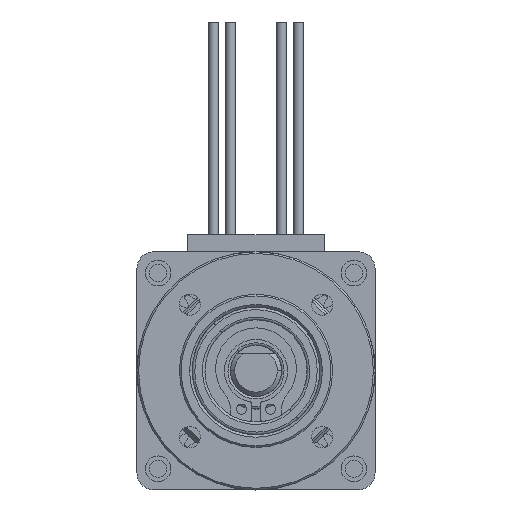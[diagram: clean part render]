
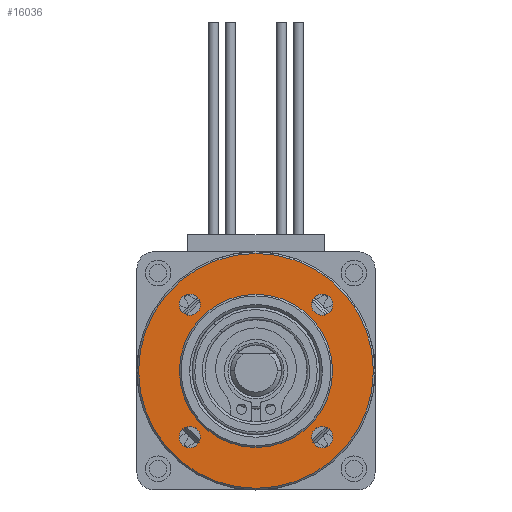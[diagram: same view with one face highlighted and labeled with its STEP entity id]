
A CAD part, front view. The second image highlights one B-rep face of the part: STEP entity #16036.
In plain terms, the highlighted face is planar.
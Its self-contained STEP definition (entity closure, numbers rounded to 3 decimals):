
#679 = CARTESIAN_POINT ( 'NONE',  ( -7.778, 7.778, 1.5 ) ) ;
#686 = ORIENTED_EDGE ( 'NONE', *, *, #4263, .F. ) ;
#897 = ORIENTED_EDGE ( 'NONE', *, *, #19564, .T. ) ;
#1243 = CARTESIAN_POINT ( 'NONE',  ( 9., 0., 1.5 ) ) ;
#1596 = AXIS2_PLACEMENT_3D ( 'NONE', #25963, #8673, #4013 ) ;
#1858 = AXIS2_PLACEMENT_3D ( 'NONE', #11116, #25510, #10943 ) ;
#1875 = DIRECTION ( 'NONE',  ( 1., 0., 0. ) ) ;
#1896 = AXIS2_PLACEMENT_3D ( 'NONE', #12731, #3578, #23122 ) ;
#2542 = CIRCLE ( 'NONE', #7171, 1.25 ) ;
#2706 = CARTESIAN_POINT ( 'NONE',  ( -6.528, -7.778, 1.5 ) ) ;
#2785 = DIRECTION ( 'NONE',  ( 1., 0., 0. ) ) ;
#2797 = VERTEX_POINT ( 'NONE', #9725 ) ;
#3578 = DIRECTION ( 'NONE',  ( 0., 0., 1. ) ) ;
#4013 = DIRECTION ( 'NONE',  ( 1., 0., 0. ) ) ;
#4263 = EDGE_CURVE ( 'NONE', #2797, #8003, #8127, .T. ) ;
#5054 = ORIENTED_EDGE ( 'NONE', *, *, #17867, .F. ) ;
#5489 = CARTESIAN_POINT ( 'NONE',  ( -9., 0., 1.5 ) ) ;
#5852 = VERTEX_POINT ( 'NONE', #23488 ) ;
#6463 = DIRECTION ( 'NONE',  ( 0., 0., 1. ) ) ;
#6522 = CIRCLE ( 'NONE', #15243, 1.25 ) ;
#7056 = FACE_BOUND ( 'NONE', #9874, .T. ) ;
#7171 = AXIS2_PLACEMENT_3D ( 'NONE', #8859, #28567, #18630 ) ;
#7615 = ORIENTED_EDGE ( 'NONE', *, *, #19825, .F. ) ;
#8003 = VERTEX_POINT ( 'NONE', #14926 ) ;
#8127 = CIRCLE ( 'NONE', #12248, 1.25 ) ;
#8480 = VERTEX_POINT ( 'NONE', #2706 ) ;
#8527 = CIRCLE ( 'NONE', #1858, 9. ) ;
#8557 = DIRECTION ( 'NONE',  ( 1., 0., 0. ) ) ;
#8673 = DIRECTION ( 'NONE',  ( 0., 0., 1. ) ) ;
#8722 = CARTESIAN_POINT ( 'NONE',  ( 0., 0., 1.5 ) ) ;
#8844 = CARTESIAN_POINT ( 'NONE',  ( -6.528, 7.778, 1.5 ) ) ;
#8859 = CARTESIAN_POINT ( 'NONE',  ( -7.778, -7.778, 1.5 ) ) ;
#9382 = ORIENTED_EDGE ( 'NONE', *, *, #30958, .F. ) ;
#9452 = DIRECTION ( 'NONE',  ( 1., 0., 0. ) ) ;
#9460 = DIRECTION ( 'NONE',  ( 0., 0., 1. ) ) ;
#9486 = VERTEX_POINT ( 'NONE', #13210 ) ;
#9591 = EDGE_CURVE ( 'NONE', #5852, #24855, #14588, .T. ) ;
#9725 = CARTESIAN_POINT ( 'NONE',  ( 6.528, 7.778, 1.5 ) ) ;
#9874 = EDGE_LOOP ( 'NONE', ( #5054, #18269 ) ) ;
#10270 = ORIENTED_EDGE ( 'NONE', *, *, #9591, .F. ) ;
#10323 = CIRCLE ( 'NONE', #1596, 1.25 ) ;
#10943 = DIRECTION ( 'NONE',  ( 1., 0., 0. ) ) ;
#10964 = DIRECTION ( 'NONE',  ( 1., 0., 0. ) ) ;
#11109 = EDGE_CURVE ( 'NONE', #28827, #22429, #18768, .T. ) ;
#11116 = CARTESIAN_POINT ( 'NONE',  ( 0., 0., 1.5 ) ) ;
#11149 = ORIENTED_EDGE ( 'NONE', *, *, #18532, .F. ) ;
#11718 = FACE_OUTER_BOUND ( 'NONE', #16978, .T. ) ;
#12146 = VERTEX_POINT ( 'NONE', #1243 ) ;
#12189 = DIRECTION ( 'NONE',  ( 0., 0., 1. ) ) ;
#12248 = AXIS2_PLACEMENT_3D ( 'NONE', #23491, #28161, #30075 ) ;
#12620 = AXIS2_PLACEMENT_3D ( 'NONE', #8722, #6463, #8557 ) ;
#12731 = CARTESIAN_POINT ( 'NONE',  ( 0., 0., 1.5 ) ) ;
#13210 = CARTESIAN_POINT ( 'NONE',  ( 9.028, -7.778, 1.5 ) ) ;
#13363 = EDGE_CURVE ( 'NONE', #12146, #24806, #21025, .T. ) ;
#13513 = CARTESIAN_POINT ( 'NONE',  ( 6.528, -7.778, 1.5 ) ) ;
#13635 = CARTESIAN_POINT ( 'NONE',  ( 7.778, -7.778, 1.5 ) ) ;
#13685 = DIRECTION ( 'NONE',  ( 0., 0., 1. ) ) ;
#13755 = CARTESIAN_POINT ( 'NONE',  ( -7.778, 7.778, 1.5 ) ) ;
#13762 = EDGE_CURVE ( 'NONE', #17247, #8480, #10323, .T. ) ;
#13999 = DIRECTION ( 'NONE',  ( 1., 0., 0. ) ) ;
#14107 = AXIS2_PLACEMENT_3D ( 'NONE', #13755, #23508, #1875 ) ;
#14439 = FACE_BOUND ( 'NONE', #29806, .T. ) ;
#14588 = CIRCLE ( 'NONE', #26350, 1.25 ) ;
#14774 = CARTESIAN_POINT ( 'NONE',  ( -13.8, 0., 1.5 ) ) ;
#14926 = CARTESIAN_POINT ( 'NONE',  ( 9.028, 7.778, 1.5 ) ) ;
#15243 = AXIS2_PLACEMENT_3D ( 'NONE', #31284, #13685, #13999 ) ;
#15860 = DIRECTION ( 'NONE',  ( 0., 0., 1. ) ) ;
#16036 = ADVANCED_FACE ( 'NONE', ( #26277, #29014, #23873, #14439, #11718, #7056 ), #21473, .T. ) ;
#16124 = EDGE_LOOP ( 'NONE', ( #16449, #10270 ) ) ;
#16449 = ORIENTED_EDGE ( 'NONE', *, *, #29844, .F. ) ;
#16978 = EDGE_LOOP ( 'NONE', ( #897, #18062 ) ) ;
#17247 = VERTEX_POINT ( 'NONE', #25709 ) ;
#17369 = CARTESIAN_POINT ( 'NONE',  ( 13.8, 0., 1.5 ) ) ;
#17867 = EDGE_CURVE ( 'NONE', #24806, #12146, #8527, .T. ) ;
#18062 = ORIENTED_EDGE ( 'NONE', *, *, #11109, .T. ) ;
#18269 = ORIENTED_EDGE ( 'NONE', *, *, #13363, .F. ) ;
#18532 = EDGE_CURVE ( 'NONE', #9486, #28985, #30516, .T. ) ;
#18630 = DIRECTION ( 'NONE',  ( 1., 0., 0. ) ) ;
#18647 = DIRECTION ( 'NONE',  ( 0., 0., 1. ) ) ;
#18768 = CIRCLE ( 'NONE', #12620, 13.8 ) ;
#19564 = EDGE_CURVE ( 'NONE', #22429, #28827, #25432, .T. ) ;
#19682 = CARTESIAN_POINT ( 'NONE',  ( 7.778, -7.778, 1.5 ) ) ;
#19825 = EDGE_CURVE ( 'NONE', #8003, #2797, #6522, .T. ) ;
#20240 = DIRECTION ( 'NONE',  ( 0., 0., 1. ) ) ;
#20573 = ORIENTED_EDGE ( 'NONE', *, *, #22260, .F. ) ;
#21025 = CIRCLE ( 'NONE', #29232, 9. ) ;
#21473 = PLANE ( 'NONE',  #25400 ) ;
#22260 = EDGE_CURVE ( 'NONE', #8480, #17247, #2542, .T. ) ;
#22277 = CIRCLE ( 'NONE', #14107, 1.25 ) ;
#22429 = VERTEX_POINT ( 'NONE', #14774 ) ;
#23122 = DIRECTION ( 'NONE',  ( 1., 0., 0. ) ) ;
#23445 = CARTESIAN_POINT ( 'NONE',  ( 0., 0., 1.5 ) ) ;
#23488 = CARTESIAN_POINT ( 'NONE',  ( -9.028, 7.778, 1.5 ) ) ;
#23491 = CARTESIAN_POINT ( 'NONE',  ( 7.778, 7.778, 1.5 ) ) ;
#23508 = DIRECTION ( 'NONE',  ( 0., 0., 1. ) ) ;
#23873 = FACE_BOUND ( 'NONE', #26509, .T. ) ;
#24806 = VERTEX_POINT ( 'NONE', #5489 ) ;
#24855 = VERTEX_POINT ( 'NONE', #8844 ) ;
#25381 = CIRCLE ( 'NONE', #26418, 1.25 ) ;
#25400 = AXIS2_PLACEMENT_3D ( 'NONE', #31239, #9460, #26435 ) ;
#25432 = CIRCLE ( 'NONE', #1896, 13.8 ) ;
#25510 = DIRECTION ( 'NONE',  ( 0., 0., 1. ) ) ;
#25709 = CARTESIAN_POINT ( 'NONE',  ( -9.028, -7.778, 1.5 ) ) ;
#25963 = CARTESIAN_POINT ( 'NONE',  ( -7.778, -7.778, 1.5 ) ) ;
#26277 = FACE_BOUND ( 'NONE', #16124, .T. ) ;
#26350 = AXIS2_PLACEMENT_3D ( 'NONE', #679, #20240, #2785 ) ;
#26418 = AXIS2_PLACEMENT_3D ( 'NONE', #13635, #15860, #31068 ) ;
#26435 = DIRECTION ( 'NONE',  ( 1., 0., 0. ) ) ;
#26509 = EDGE_LOOP ( 'NONE', ( #11149, #9382 ) ) ;
#28161 = DIRECTION ( 'NONE',  ( 0., 0., 1. ) ) ;
#28567 = DIRECTION ( 'NONE',  ( 0., 0., 1. ) ) ;
#28827 = VERTEX_POINT ( 'NONE', #17369 ) ;
#28985 = VERTEX_POINT ( 'NONE', #13513 ) ;
#29014 = FACE_BOUND ( 'NONE', #31551, .T. ) ;
#29232 = AXIS2_PLACEMENT_3D ( 'NONE', #23445, #18647, #10964 ) ;
#29806 = EDGE_LOOP ( 'NONE', ( #7615, #686 ) ) ;
#29844 = EDGE_CURVE ( 'NONE', #24855, #5852, #22277, .T. ) ;
#30075 = DIRECTION ( 'NONE',  ( 1., 0., 0. ) ) ;
#30516 = CIRCLE ( 'NONE', #31529, 1.25 ) ;
#30958 = EDGE_CURVE ( 'NONE', #28985, #9486, #25381, .T. ) ;
#31068 = DIRECTION ( 'NONE',  ( 1., 0., 0. ) ) ;
#31239 = CARTESIAN_POINT ( 'NONE',  ( 0., 0., 1.5 ) ) ;
#31256 = ORIENTED_EDGE ( 'NONE', *, *, #13762, .F. ) ;
#31284 = CARTESIAN_POINT ( 'NONE',  ( 7.778, 7.778, 1.5 ) ) ;
#31529 = AXIS2_PLACEMENT_3D ( 'NONE', #19682, #12189, #9452 ) ;
#31551 = EDGE_LOOP ( 'NONE', ( #20573, #31256 ) ) ;
